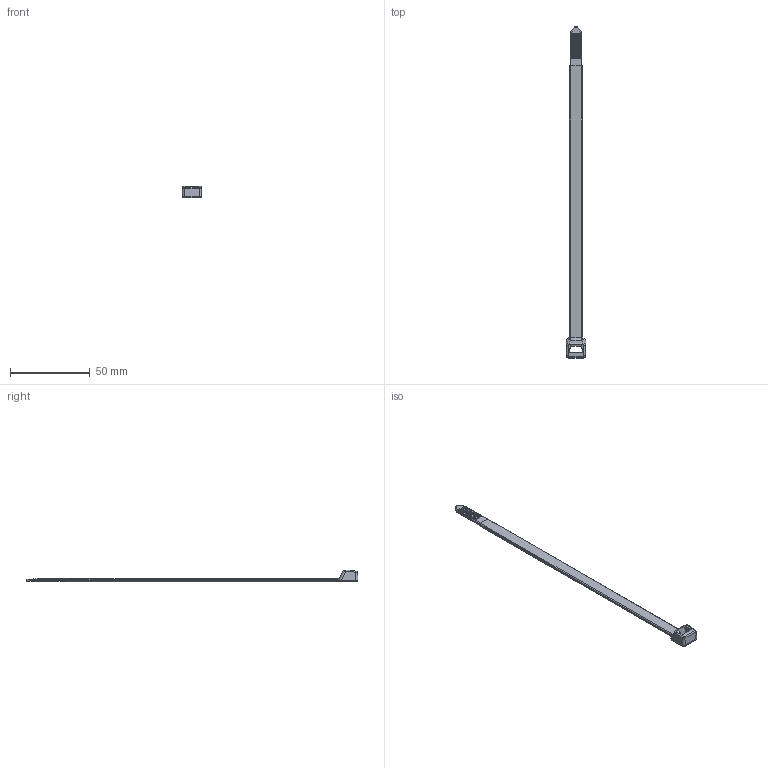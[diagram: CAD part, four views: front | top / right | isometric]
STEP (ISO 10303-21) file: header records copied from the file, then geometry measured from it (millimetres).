
FILE_DESCRIPTION(/* description */ (''),/* implementation_level */ '2;1');
FILE_NAME(/* name */ 'PLT2H.stp',/* time_stamp */ '2022-02-28T17:33:54-06:00',/* author */ (''),/* organization */ (''),/* preprocessor_version */ 'ST-DEVELOPER v16.7',/* originating_system */ 'SIEMENS PLM Software NX 1926',/* authorisation */ '');
FILE_SCHEMA (('AP203_CONFIGURATION_CONTROLLED_3D_DESIGN_OF_MECHANICAL_PARTS_AND_ASSEMBLIES_MIM_LF { 1 0 10303 403 2 1 2}'));
Length unit declared in the file: inch
Products named in the file (1): BWG0610F4C20rtt
Bounding box: 12.45 x 208.23 x 7.5 mm (x, y, z)
Volume: 3358.2 mm3; surface area: 4173.3 mm2
Topology: 1 solids, 1 shells, 186 faces, 435 edges, 267 vertices
Faces by surface type: plane 116, cylinder 40, bspline 16, torus 8, cone 6
Entity records: 6555 total; most frequent: CARTESIAN_POINT 1248, DIRECTION 871, ORIENTED_EDGE 870, EDGE_CURVE 435, LINE 303, VECTOR 303, AXIS2_PLACEMENT_3D 284, VERTEX_POINT 267
